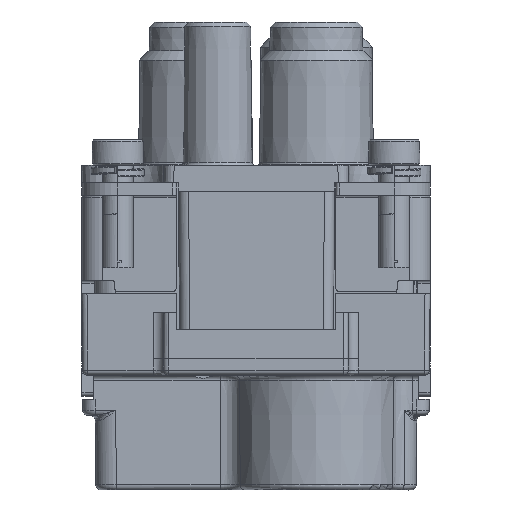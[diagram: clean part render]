
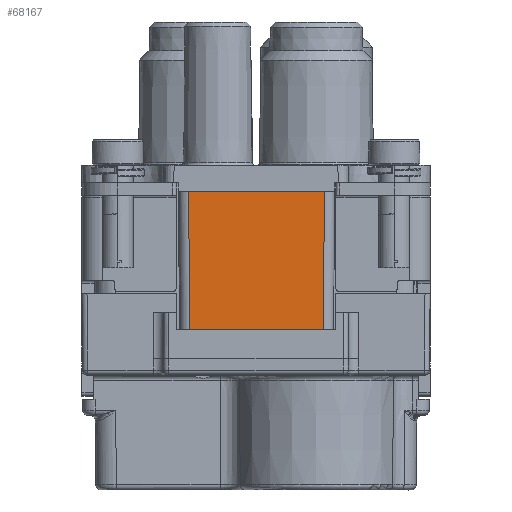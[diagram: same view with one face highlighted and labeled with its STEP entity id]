
A CAD part, left-side view. The second image highlights one B-rep face of the part: STEP entity #68167.
In plain terms, the highlighted planar face has unit normal (-1, 0, -0.009).
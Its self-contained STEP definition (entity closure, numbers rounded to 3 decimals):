
#13904=CARTESIAN_POINT('',(86.939,6.461,-12.75));
#13909=DIRECTION('',(0.,-1.,0.));
#13910=VECTOR('',#13909,13.022);
#13911=CARTESIAN_POINT('',(86.939,6.461,-12.75));
#13912=LINE('',#13911,#13910);
#13939=CARTESIAN_POINT('',(86.821,6.579,0.8));
#17071=DIRECTION('',(-0.009,0.009,1.));
#17072=VECTOR('',#17071,13.551);
#17073=CARTESIAN_POINT('',(86.939,6.461,-12.75));
#17074=LINE('',#17073,#17072);
#17078=DIRECTION('',(0.,-1.,0.));
#17079=VECTOR('',#17078,13.259);
#17080=CARTESIAN_POINT('',(86.821,6.579,
0.8));
#17081=LINE('',#17080,#17079);
#17085=DIRECTION('',(0.009,0.009,-1.));
#17086=VECTOR('',#17085,13.551);
#17087=CARTESIAN_POINT('',(86.821,-6.679,
0.8));
#17088=LINE('',#17087,#17086);
#51128=VERTEX_POINT('',#13904);
#51129=CARTESIAN_POINT('',(86.939,-6.561,-12.75));
#51130=VERTEX_POINT('',#51129);
#51135=VERTEX_POINT('',#13939);
#51506=CARTESIAN_POINT('',(86.821,-6.679,
0.8));
#51507=VERTEX_POINT('',#51506);
#68155=CARTESIAN_POINT('',(86.88,-0.05,-5.975));
#68156=DIRECTION('',(1.,0.,0.009));
#68157=DIRECTION('',(0.009,0.,-1.));
#68158=AXIS2_PLACEMENT_3D('',#68155,#68156,#68157);
#68159=PLANE('',#68158);
#68160=ORIENTED_EDGE('',*,*,#65138,.F.);
#68161=ORIENTED_EDGE('',*,*,#65158,.T.);
#68163=ORIENTED_EDGE('',*,*,#68162,.T.);
#68164=ORIENTED_EDGE('',*,*,#68144,.T.);
#68165=EDGE_LOOP('',(#68160,#68161,#68163,#68164));
#68166=FACE_OUTER_BOUND('',#68165,.F.);
#68167=ADVANCED_FACE('',(#68166),#68159,.F.);
#65138=EDGE_CURVE('',#51128,#51130,#13912,.T.);
#65158=EDGE_CURVE('',#51128,#51135,#17074,.T.);
#68144=EDGE_CURVE('',#51507,#51130,#17088,.T.);
#68162=EDGE_CURVE('',#51135,#51507,#17081,.T.);
